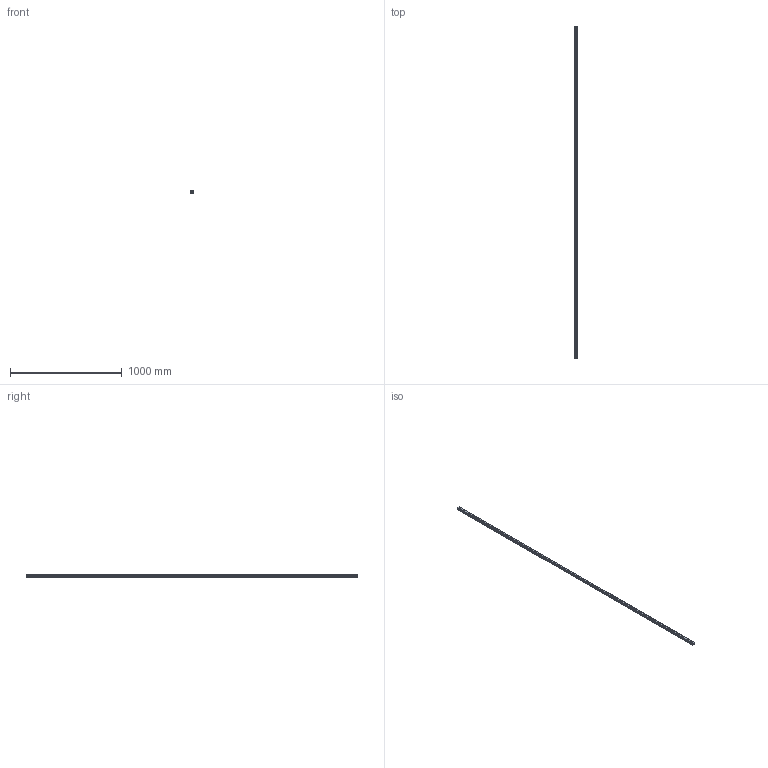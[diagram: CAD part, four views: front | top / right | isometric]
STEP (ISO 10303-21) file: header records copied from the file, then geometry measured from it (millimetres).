
FILE_DESCRIPTION(('STEP AP214'),'1');
FILE_NAME('cctmp_73DB2934-FF64-4F38-9612-F70C8C3691E7_2020_6_3_9_21_48_80..stp','2020-06-03T07:21:48',('HIWIN GmbH'),('CADClick - www.CADClick.com'),'Spatial InterOp 3D',' ','unknown authorization');
FILE_SCHEMA(('AUTOMOTIVE_DESIGN'));
Length unit declared in the file: millimetre
Products named in the file (1): HGR25R2970H_FILE
Bounding box: 23 x 2970 x 22 mm (x, y, z)
Volume: 1234107.1 mm3; surface area: 305425.2 mm2
Topology: 1 solids, 1 shells, 711 faces, 1815 edges, 1210 vertices
Faces by surface type: plane 389, cylinder 322
Entity records: 27785 total; most frequent: DIRECTION 4283, CARTESIAN_POINT 3737, ORIENTED_EDGE 3630, EDGE_CURVE 1815, AXIS2_PLACEMENT_3D 1756, VERTEX_POINT 1210, CIRCLE 844, EDGE_LOOP 815
